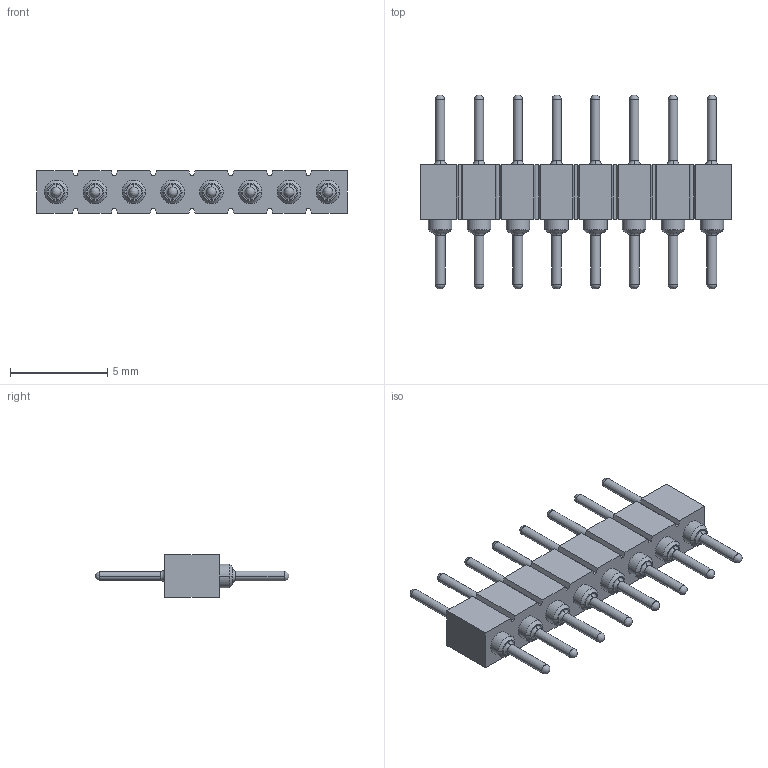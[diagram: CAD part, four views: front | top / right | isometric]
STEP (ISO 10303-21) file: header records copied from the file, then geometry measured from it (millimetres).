
FILE_DESCRIPTION(('STEP AP214'),'1');
FILE_NAME('22014.stp','2018-09-12T10:20:30',('TraceParts'),('TraceParts S.A.'),'Spatial InterOp 3D',' ',' ');
FILE_SCHEMA(('automotive_design'));
Length unit declared in the file: millimetre
Products named in the file (1): 22014
Bounding box: 16 x 10 x 2.2 mm (x, y, z)
Volume: 111.7 mm3; surface area: 277.1 mm2
Topology: 1 solids, 1 shells, 182 faces, 516 edges, 328 vertices
Faces by surface type: plane 70, cylinder 48, torus 32, cone 16, sphere 16
Entity records: 11328 total; most frequent: DIRECTION 1090, CARTESIAN_POINT 995, STYLED_ITEM 994, PRESENTATION_STYLE_ASSIGNMENT 994, COLOUR_RGB 994, ORIENTED_EDGE 968, EDGE_CURVE 484, CURVE_STYLE 484
